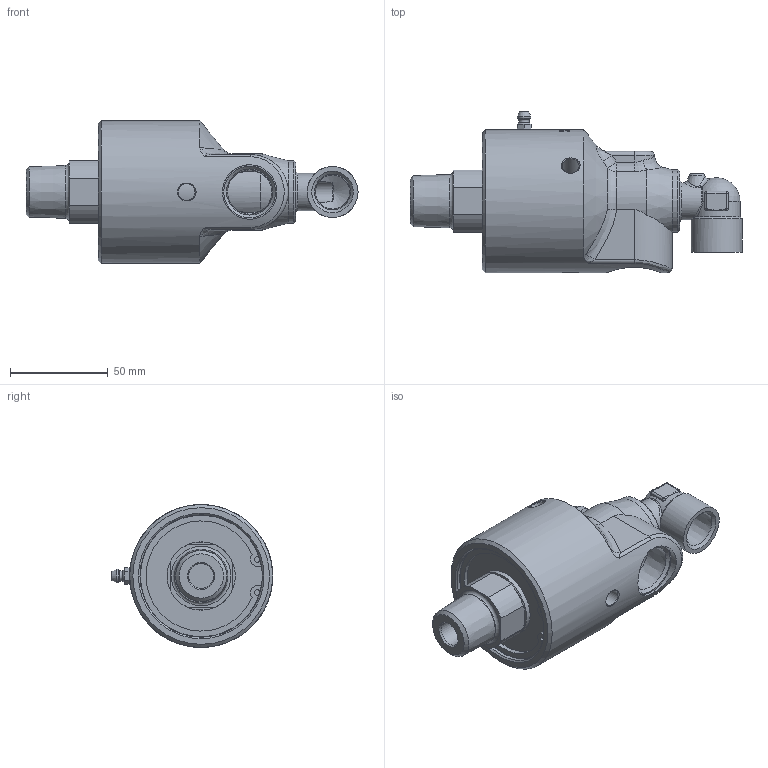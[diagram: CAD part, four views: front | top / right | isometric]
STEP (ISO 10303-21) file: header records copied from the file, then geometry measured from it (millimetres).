
FILE_DESCRIPTION(/* description */ (''),/* implementation_level */ '2;1');
FILE_NAME(/* name */ '255-052-255043-IC.stp',/* time_stamp */ '2020-05-19T13:34:18-05:00',/* author */ ('GALINDOLM'),/* organization */ (''),/* preprocessor_version */ 'ST-DEVELOPER v18',/* originating_system */ 'Autodesk Inventor 2020',/* authorisation */ '');
FILE_SCHEMA (('AUTOMOTIVE_DESIGN { 1 0 10303 214 3 1 1 }'));
Products named in the file (1): 255-052-255043-IC
Bounding box: 169.53 x 82.38 x 73 mm (x, y, z)
Volume: 325682.8 mm3; surface area: 43228.8 mm2
Topology: 1 solids, 3 shells, 565 faces, 1492 edges, 973 vertices
Faces by surface type: bspline 251, plane 153, cylinder 98, cone 43, sphere 11, torus 9
Full cylindrical faces by diameter (mm): 2.794 x2, 5.359 x1, 6.325 x1, 8.6 x3, 10.719 x1, 12.7 x1, 16.138 x1, 17.475 x1, 19 x1, 22.631 x1, 26 x1, 27.184 x1, 27.8 x1, 29.85 x1, 30.2 x1, 32 x1, 34.8 x1, 62.5 x1, 73 x1
Entity records: 66344 total; most frequent: CARTESIAN_POINT 53293, ORIENTED_EDGE 2970, DIRECTION 2142, EDGE_CURVE 1485, VERTEX_POINT 973, AXIS2_PLACEMENT_3D 809, EDGE_LOOP 614, FACE_OUTER_BOUND 565
